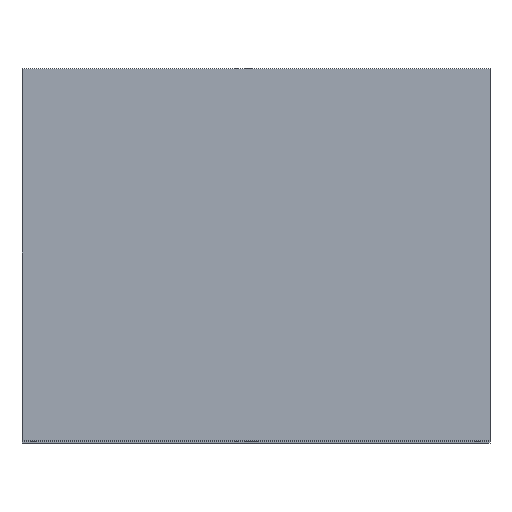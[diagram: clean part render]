
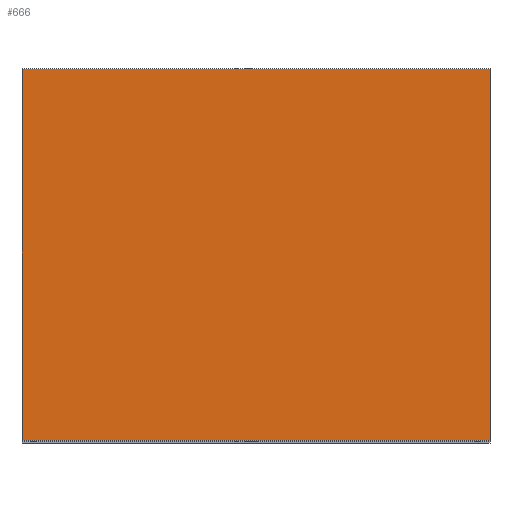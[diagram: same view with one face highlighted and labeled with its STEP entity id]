
A CAD part, top view. The second image highlights one B-rep face of the part: STEP entity #666.
In plain terms, the highlighted planar face has unit normal (0, 0, 1).
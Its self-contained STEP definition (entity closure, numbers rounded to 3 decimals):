
#24 = DIRECTION ( 'NONE',  ( 1., 0., 0. ) ) ;
#25 = ORIENTED_EDGE ( 'NONE', *, *, #944, .T. ) ;
#52 = VERTEX_POINT ( 'NONE', #718 ) ;
#141 = LINE ( 'NONE', #662, #628 ) ;
#142 = EDGE_LOOP ( 'NONE', ( #240, #833, #845, #25 ) ) ;
#173 = DIRECTION ( 'NONE',  ( 1., 0., 0. ) ) ;
#240 = ORIENTED_EDGE ( 'NONE', *, *, #746, .F. ) ;
#248 = LINE ( 'NONE', #665, #1021 ) ;
#305 = VECTOR ( 'NONE', #24, 1000. ) ;
#316 = PLANE ( 'NONE',  #371 ) ;
#318 = CARTESIAN_POINT ( 'NONE',  ( 0., 6., 75. ) ) ;
#320 = VERTEX_POINT ( 'NONE', #465 ) ;
#325 = VERTEX_POINT ( 'NONE', #318 ) ;
#334 = LINE ( 'NONE', #582, #524 ) ;
#371 = AXIS2_PLACEMENT_3D ( 'NONE', #396, #720, #714 ) ;
#396 = CARTESIAN_POINT ( 'NONE',  ( -1000., 800., 75. ) ) ;
#423 = DIRECTION ( 'NONE',  ( 0., -1., 0. ) ) ;
#465 = CARTESIAN_POINT ( 'NONE',  ( -1000., 800., 75. ) ) ;
#468 = EDGE_CURVE ( 'NONE', #320, #52, #248, .T. ) ;
#521 = CARTESIAN_POINT ( 'NONE',  ( -1000., 6., 75. ) ) ;
#524 = VECTOR ( 'NONE', #423, 1000. ) ;
#582 = CARTESIAN_POINT ( 'NONE',  ( -1000., 800., 75. ) ) ;
#628 = VECTOR ( 'NONE', #817, 1000. ) ;
#662 = CARTESIAN_POINT ( 'NONE',  ( 0., 800., 75. ) ) ;
#665 = CARTESIAN_POINT ( 'NONE',  ( -1000., 800., 75. ) ) ;
#666 = ADVANCED_FACE ( 'NONE', ( #951 ), #316, .T. ) ;
#714 = DIRECTION ( 'NONE',  ( 0., -1., 0. ) ) ;
#718 = CARTESIAN_POINT ( 'NONE',  ( 0., 800., 75. ) ) ;
#720 = DIRECTION ( 'NONE',  ( 0., 0., 1. ) ) ;
#746 = EDGE_CURVE ( 'NONE', #52, #325, #141, .T. ) ;
#777 = LINE ( 'NONE', #521, #305 ) ;
#801 = CARTESIAN_POINT ( 'NONE',  ( -1000., 6., 75. ) ) ;
#817 = DIRECTION ( 'NONE',  ( 0., -1., 0. ) ) ;
#821 = EDGE_CURVE ( 'NONE', #320, #1060, #334, .T. ) ;
#833 = ORIENTED_EDGE ( 'NONE', *, *, #468, .F. ) ;
#845 = ORIENTED_EDGE ( 'NONE', *, *, #821, .T. ) ;
#944 = EDGE_CURVE ( 'NONE', #1060, #325, #777, .T. ) ;
#951 = FACE_OUTER_BOUND ( 'NONE', #142, .T. ) ;
#1021 = VECTOR ( 'NONE', #173, 1000. ) ;
#1060 = VERTEX_POINT ( 'NONE', #801 ) ;
